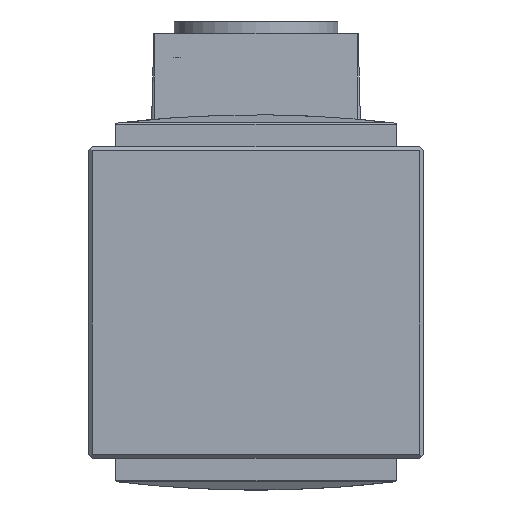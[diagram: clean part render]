
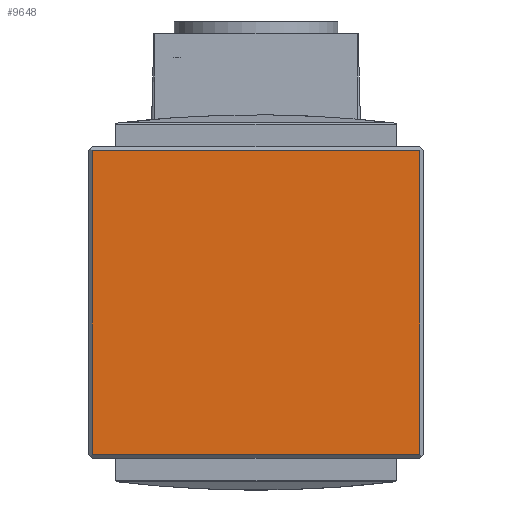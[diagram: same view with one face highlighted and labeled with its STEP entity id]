
A CAD part, front view. The second image highlights one B-rep face of the part: STEP entity #9648.
In plain terms, the highlighted planar face has unit normal (0, -1, 0).
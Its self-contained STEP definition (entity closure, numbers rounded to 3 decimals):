
#315=PLANE('',#10422);
#704=FACE_OUTER_BOUND('',#1233,.T.);
#1233=EDGE_LOOP('',(#6984,#6985,#6986,#6987));
#1790=LINE('',#15555,#2586);
#1798=LINE('',#15572,#2594);
#1820=LINE('',#15622,#2616);
#1821=LINE('',#15624,#2617);
#2586=VECTOR('',#12069,10.);
#2594=VECTOR('',#12079,10.);
#2616=VECTOR('',#12123,10.);
#2617=VECTOR('',#12126,10.);
#3959=VERTEX_POINT('',#15552);
#3960=VERTEX_POINT('',#15554);
#3967=VERTEX_POINT('',#15569);
#3968=VERTEX_POINT('',#15571);
#5059=EDGE_CURVE('',#3960,#3959,#1790,.T.);
#5067=EDGE_CURVE('',#3968,#3967,#1798,.T.);
#5093=EDGE_CURVE('',#3968,#3959,#1820,.T.);
#5094=EDGE_CURVE('',#3967,#3960,#1821,.T.);
#6984=ORIENTED_EDGE('',*,*,#5059,.T.);
#6985=ORIENTED_EDGE('',*,*,#5093,.F.);
#6986=ORIENTED_EDGE('',*,*,#5067,.T.);
#6987=ORIENTED_EDGE('',*,*,#5094,.T.);
#9648=ADVANCED_FACE('',(#704),#315,.T.);
#10422=AXIS2_PLACEMENT_3D('',#15623,#12124,#12125);
#12069=DIRECTION('',(-1.,0.,0.));
#12079=DIRECTION('',(1.,0.,0.));
#12123=DIRECTION('',(0.,0.,1.));
#12124=DIRECTION('center_axis',(0.,-1.,0.));
#12125=DIRECTION('ref_axis',(0.,0.,-1.));
#12126=DIRECTION('',(0.,0.,1.));
#15552=CARTESIAN_POINT('',(-21.,0.,19.5));
#15554=CARTESIAN_POINT('',(21.,0.,19.5));
#15555=CARTESIAN_POINT('',(10.5,0.,19.5));
#15569=CARTESIAN_POINT('',(21.,0.,-19.5));
#15571=CARTESIAN_POINT('',(-21.,0.,-19.5));
#15572=CARTESIAN_POINT('',(10.5,0.,-19.5));
#15622=CARTESIAN_POINT('',(-21.,0.,0.));
#15623=CARTESIAN_POINT('Origin',(21.,0.,0.));
#15624=CARTESIAN_POINT('',(21.,0.,0.));
